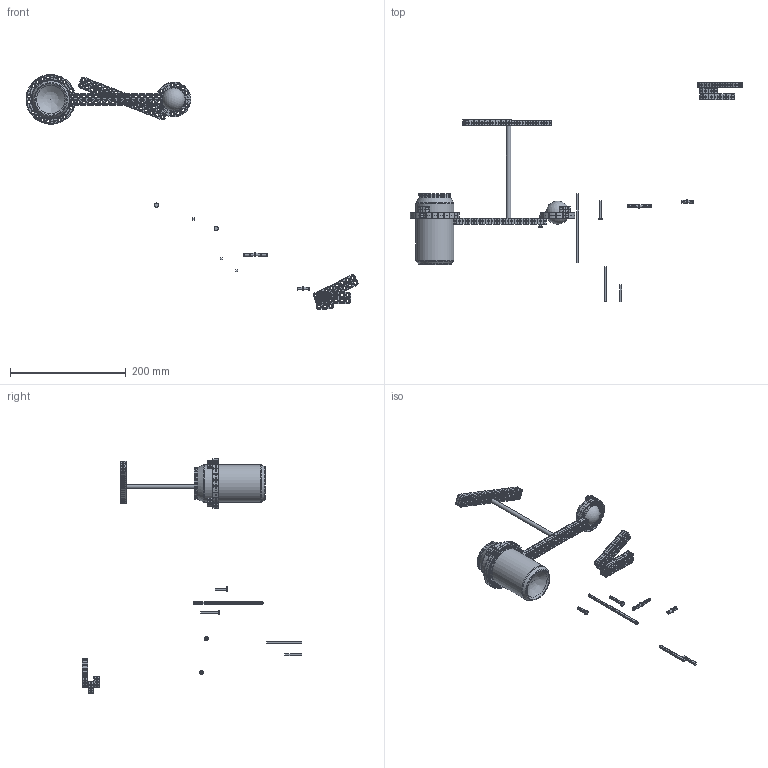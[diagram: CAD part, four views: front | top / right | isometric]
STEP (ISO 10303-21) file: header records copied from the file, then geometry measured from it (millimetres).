
FILE_DESCRIPTION(/* description */ ('','CAx-IF Rec.Pracs.---Representation and Presentation of Product Manufacturing Information (PMI)---4.0---2014-10-13'),/* implementation_level */ '2;1');
FILE_NAME(/* name */ 'Part_test_Assembly.stp',/* time_stamp */ '2019-02-06T15:28:25+01:00',/* author */ ('Varga Daniel'),/* organization */ (''),/* preprocessor_version */ 'ST-DEVELOPER v17.2',/* originating_system */ 'Autodesk Inventor 2019',/* authorisation */ '');
FILE_SCHEMA (('AP242_MANAGED_MODEL_BASED_3D_ENGINEERING_MIM_LF { 1 0 10303 442 1 1 4 }'));
Length unit declared in the file: inch
Products named in the file (26): gears; S16x2; cocacola can; Curved_beam_6h; Table tennis ball; Curved_beam_6h-03; S2x1; straight_beam_end_part_single; RB16; Rounded_beam_body-16; AXp2c; AXp3c; AXp12s; AXp6s; AXp3s; CP2x2; CP2x1; Connector_pin_stack_stick; CP1x1; Connector_pin_collar; Connector_pin_stick; S6x2; S3x2; S8x2; straight_beam_inner_part; straight_beam_inner_part_1
Assembly tree (114 placements, depth 3):
  gears
    S16x2  x2
      straight_beam_inner_part
      straight_beam_inner_part_1
    Curved_beam_6h-03  x3
    Curved_beam_6h  x3
    cocacola can
    S2x1  x4
      straight_beam_end_part_single
    Table tennis ball
    RB16
      Rounded_beam_body-16
      Connector_pin_collar  x2
      Connector_pin_stick  x2
    AXp2c
    AXp3c
    AXp12s
    AXp6s
    AXp3s
    CP2x2
      Connector_pin_collar  x2
      Connector_pin_stick  x2
      Connector_pin_stack_stick  x2
    CP2x1
      Connector_pin_collar  x2
      Connector_pin_stick  x2
      Connector_pin_stack_stick
    CP1x1
      Connector_pin_collar  x2
      Connector_pin_stick  x2
    S6x2
      straight_beam_inner_part  x4
      straight_beam_inner_part_1  x8
    S3x2
      straight_beam_inner_part  x4
      straight_beam_inner_part_1  x2
    S8x2
      straight_beam_inner_part  x4
      straight_beam_inner_part_1  x12
Bounding box: 574.11 x 379.96 x 406.06 mm (x, y, z)
Volume: 483326.2 mm3; surface area: 180203.1 mm2
Topology: 139 solids, 139 shells, 6607 faces, 26469 edges, 27149 vertices
Faces by surface type: plane 4733, cylinder 1760, torus 72, bspline 28, sphere 9, cone 5
Full cylindrical faces by diameter (mm): 3.81 x1, 4.95 x11, 5 x136, 7.5 x11, 52.008 x1, 53.523 x1, 54.811 x1, 56.858 x1, 65.786 x1
Entity records: 31024 total; most frequent: CARTESIAN_POINT 7010, DIRECTION 5278, ORIENTED_EDGE 3994, AXIS2_PLACEMENT_3D 2090, EDGE_CURVE 1997, VERTEX_POINT 1308, LINE 1098, VECTOR 1098
